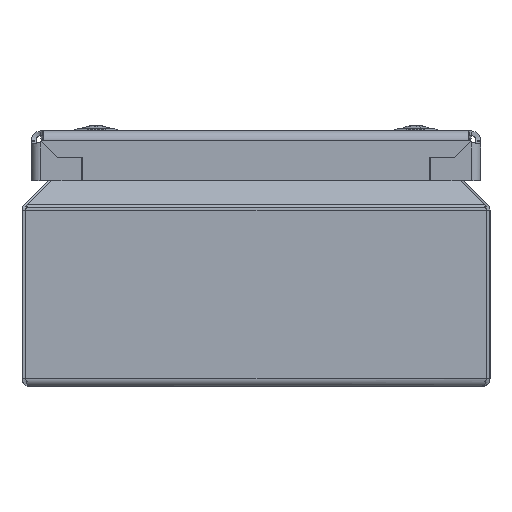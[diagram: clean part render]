
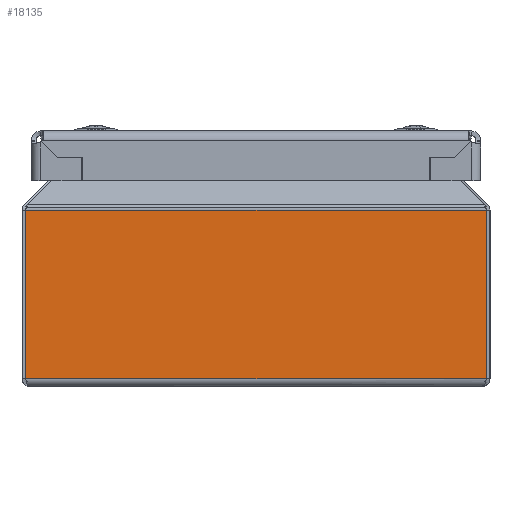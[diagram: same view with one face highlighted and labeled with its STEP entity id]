
A CAD part, left-side view. The second image highlights one B-rep face of the part: STEP entity #18135.
In plain terms, the highlighted planar face has unit normal (-1, 0, 0).
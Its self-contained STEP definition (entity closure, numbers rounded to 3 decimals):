
#5179 = CARTESIAN_POINT ( 'NONE',  ( -200., 73.75, 56.482 ) ) ;
#5180 = DIRECTION ( 'NONE',  ( 0., 0., -1. ) ) ;
#5181 = VECTOR ( 'NONE', #5180, 1000. ) ;
#5182 = CARTESIAN_POINT ( 'NONE',  ( -200., 73.75, 56.482 ) ) ;
#5183 = LINE ( 'NONE', #5182, #5181 ) ;
#5184 = CARTESIAN_POINT ( 'NONE',  ( -200., 73.75, 2.5 ) ) ;
#5336 = DIRECTION ( 'NONE',  ( 0., -1., 0. ) ) ;
#5337 = VECTOR ( 'NONE', #5336, 1000. ) ;
#5338 = CARTESIAN_POINT ( 'NONE',  ( -200., 2061.25, 56.482 ) ) ;
#5339 = LINE ( 'NONE', #5338, #5337 ) ;
#5340 = DIRECTION ( 'NONE',  ( 0., -1., 0. ) ) ;
#5341 = VECTOR ( 'NONE', #5340, 1000. ) ;
#5342 = CARTESIAN_POINT ( 'NONE',  ( -200., 2061.25, 2.5 ) ) ;
#5343 = LINE ( 'NONE', #5342, #5341 ) ;
#5354 = CARTESIAN_POINT ( 'NONE',  ( -200., -73.75, 56.482 ) ) ;
#5375 = CARTESIAN_POINT ( 'NONE',  ( -200., -73.75, 2.5 ) ) ;
#5376 = DIRECTION ( 'NONE',  ( 0., 0., 1. ) ) ;
#5377 = VECTOR ( 'NONE', #5376, 1000. ) ;
#5378 = CARTESIAN_POINT ( 'NONE',  ( -200., -73.75, 56.482 ) ) ;
#5379 = LINE ( 'NONE', #5378, #5377 ) ;
#5528 = DIRECTION ( 'NONE',  ( 0., -1., 0. ) ) ;
#5529 = DIRECTION ( 'NONE',  ( -1., 0., 0. ) ) ;
#5530 = CARTESIAN_POINT ( 'NONE',  ( -200., 2061.25, 56.482 ) ) ;
#5531 = AXIS2_PLACEMENT_3D ( 'NONE', #5530, #5529, #5528 ) ;
#5532 = PLANE ( 'NONE',  #5531 ) ;
#5533 = FACE_OUTER_BOUND ( 'NONE', #18136, .T. ) ;
#18000 = VERTEX_POINT ( 'NONE', #5184 ) ;
#18002 = EDGE_CURVE ( 'NONE', #18003, #18000, #5183, .T. ) ;
#18003 = VERTEX_POINT ( 'NONE', #5179 ) ;
#18060 = ORIENTED_EDGE ( 'NONE', *, *, #18079, .T. ) ;
#18061 = ORIENTED_EDGE ( 'NONE', *, *, #18062, .F. ) ;
#18062 = EDGE_CURVE ( 'NONE', #18003, #18069, #5339, .T. ) ;
#18063 = ORIENTED_EDGE ( 'NONE', *, *, #18002, .T. ) ;
#18064 = ORIENTED_EDGE ( 'NONE', *, *, #18065, .T. ) ;
#18065 = EDGE_CURVE ( 'NONE', #18000, #18080, #5343, .T. ) ;
#18069 = VERTEX_POINT ( 'NONE', #5354 ) ;
#18079 = EDGE_CURVE ( 'NONE', #18080, #18069, #5379, .T. ) ;
#18080 = VERTEX_POINT ( 'NONE', #5375 ) ;
#18135 = ADVANCED_FACE ( 'NONE', ( #5533 ), #5532, .T. ) ;
#18136 = EDGE_LOOP ( 'NONE', ( #18060, #18061, #18063, #18064 ) ) ;
